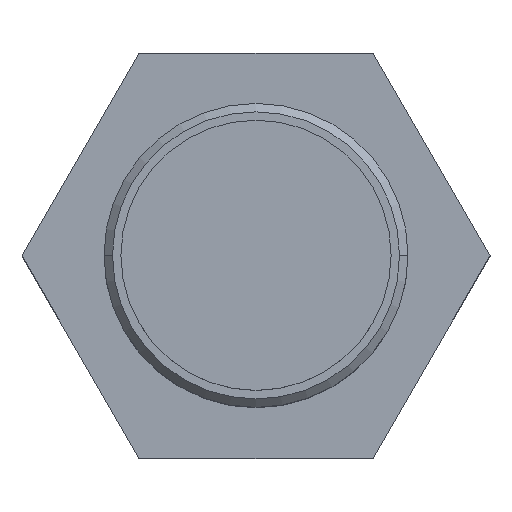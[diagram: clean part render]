
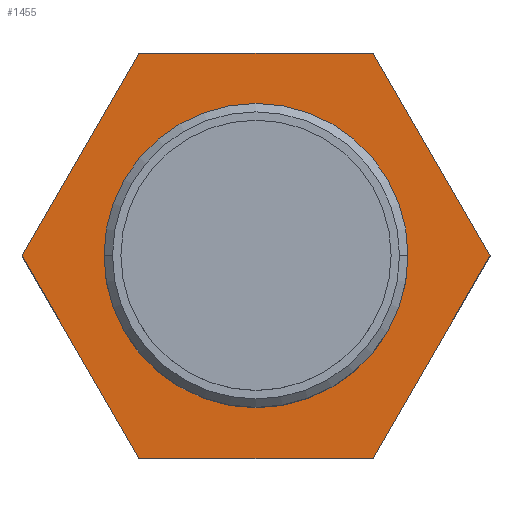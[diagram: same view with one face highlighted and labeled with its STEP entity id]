
A CAD part, top view. The second image highlights one B-rep face of the part: STEP entity #1455.
In plain terms, the highlighted planar face has unit normal (0, 0, 1).
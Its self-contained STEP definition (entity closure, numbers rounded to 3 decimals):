
#134=CARTESIAN_POINT('',(0.,0.,-16.));
#135=DIRECTION('',(0.,0.,-1.));
#136=DIRECTION('',(1.,0.,0.));
#137=AXIS2_PLACEMENT_3D('',#134,#135,#136);
#329=CARTESIAN_POINT('',(0.,0.,-16.));
#330=DIRECTION('',(0.,0.,-1.));
#331=DIRECTION('',(-1.,0.,0.));
#332=AXIS2_PLACEMENT_3D('',#329,#330,#331);
#606=DIRECTION('',(0.5,-0.866,0.));
#607=VECTOR('',#606,13.856);
#608=CARTESIAN_POINT('',(-13.856,0.,-16.));
#609=LINE('',#608,#607);
#613=DIRECTION('',(-0.5,-0.866,0.));
#614=VECTOR('',#613,13.856);
#615=CARTESIAN_POINT('',(-6.928,12.,-16.));
#616=LINE('',#615,#614);
#620=DIRECTION('',(-1.,0.,0.));
#621=VECTOR('',#620,13.856);
#622=CARTESIAN_POINT('',(6.928,12.,-16.));
#623=LINE('',#622,#621);
#627=DIRECTION('',(-0.5,0.866,0.));
#628=VECTOR('',#627,13.856);
#629=CARTESIAN_POINT('',(13.856,0.,-16.));
#630=LINE('',#629,#628);
#634=DIRECTION('',(0.5,0.866,0.));
#635=VECTOR('',#634,13.856);
#636=CARTESIAN_POINT('',(6.928,-12.,-16.));
#637=LINE('',#636,#635);
#641=DIRECTION('',(1.,0.,0.));
#642=VECTOR('',#641,13.856);
#643=CARTESIAN_POINT('',(-6.928,-12.,-16.));
#644=LINE('',#643,#642);
#747=CARTESIAN_POINT('',(-13.856,0.,-16.));
#748=CARTESIAN_POINT('',(-6.928,-12.,-16.));
#749=VERTEX_POINT('',#747);
#750=VERTEX_POINT('',#748);
#751=CARTESIAN_POINT('',(6.928,-12.,-16.));
#752=VERTEX_POINT('',#751);
#753=CARTESIAN_POINT('',(13.856,0.,-16.));
#754=VERTEX_POINT('',#753);
#755=CARTESIAN_POINT('',(6.928,12.,-16.));
#756=VERTEX_POINT('',#755);
#757=CARTESIAN_POINT('',(-6.928,12.,-16.));
#758=VERTEX_POINT('',#757);
#763=CARTESIAN_POINT('',(-9.,0.,-16.));
#764=CARTESIAN_POINT('',(9.,0.,-16.));
#765=VERTEX_POINT('',#763);
#766=VERTEX_POINT('',#764);
#1438=CARTESIAN_POINT('',(0.,0.,-16.));
#1439=DIRECTION('',(0.,0.,1.));
#1440=DIRECTION('',(0.,-1.,0.));
#1441=AXIS2_PLACEMENT_3D('',#1438,#1439,#1440);
#1442=PLANE('',#1441);
#1443=ORIENTED_EDGE('',*,*,#1362,.F.);
#1444=ORIENTED_EDGE('',*,*,#1377,.F.);
#1445=ORIENTED_EDGE('',*,*,#1391,.F.);
#1446=ORIENTED_EDGE('',*,*,#1405,.F.);
#1447=ORIENTED_EDGE('',*,*,#1419,.F.);
#1448=ORIENTED_EDGE('',*,*,#1432,.F.);
#1449=EDGE_LOOP('',(#1443,#1444,#1445,#1446,#1447,#1448));
#1450=FACE_OUTER_BOUND('',#1449,.F.);
#1451=ORIENTED_EDGE('',*,*,#1079,.F.);
#1452=ORIENTED_EDGE('',*,*,#910,.F.);
#1453=EDGE_LOOP('',(#1451,#1452));
#1454=FACE_BOUND('',#1453,.F.);
#1455=ADVANCED_FACE('',(#1450,#1454),#1442,.T.);
#138=CIRCLE('',#137,9.);
#333=CIRCLE('',#332,9.);
#910=EDGE_CURVE('',#766,#765,#138,.T.);
#1079=EDGE_CURVE('',#765,#766,#333,.T.);
#1362=EDGE_CURVE('',#749,#750,#609,.T.);
#1377=EDGE_CURVE('',#758,#749,#616,.T.);
#1391=EDGE_CURVE('',#756,#758,#623,.T.);
#1405=EDGE_CURVE('',#754,#756,#630,.T.);
#1419=EDGE_CURVE('',#752,#754,#637,.T.);
#1432=EDGE_CURVE('',#750,#752,#644,.T.);
